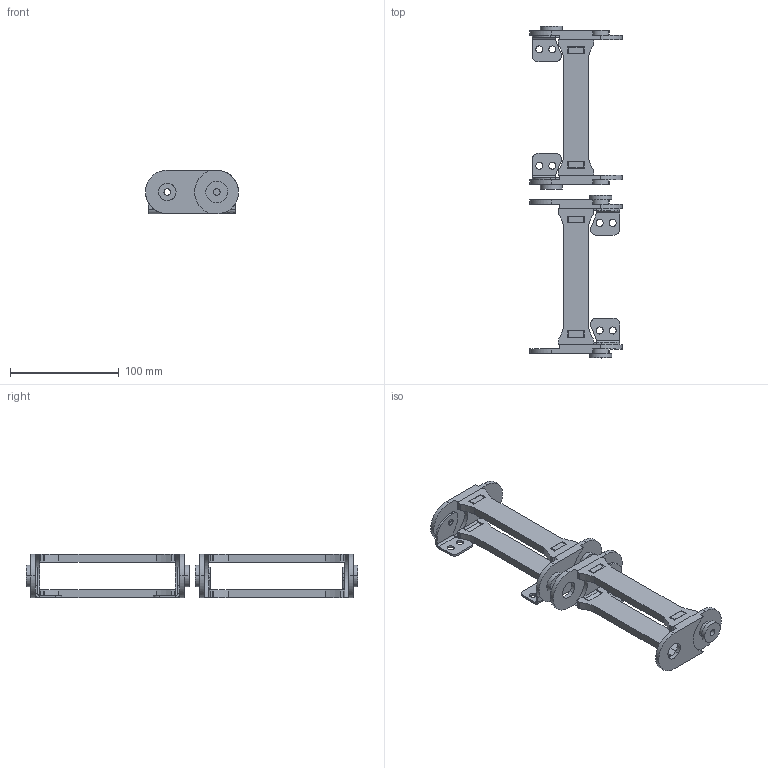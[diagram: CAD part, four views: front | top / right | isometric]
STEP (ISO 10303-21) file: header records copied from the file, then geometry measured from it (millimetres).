
FILE_DESCRIPTION(/* description */ (''),/* implementation_level */ '2;1');
FILE_NAME(/* name */ 'PONTEI~4',/* time_stamp */ '2023-07-12T15:51:21-03:00',/* author */ (''),/* organization */ (''),/* preprocessor_version */ 'ST-DEVELOPER v15',/* originating_system */ '',/* authorisation */ '');
FILE_SCHEMA (('AUTOMOTIVE_DESIGN'));
Length unit declared in the file: millimetre
Products named in the file (1): Document
Bounding box: 85.5 x 305.39 x 40 mm (x, y, z)
Volume: 154869.3 mm3; surface area: 78051.2 mm2
Topology: 4 solids, 4 shells, 458 faces, 1238 edges, 800 vertices
Faces by surface type: plane 292, bspline 166
Entity records: 13475 total; most frequent: CARTESIAN_POINT 5882, ORIENTED_EDGE 2476, EDGE_CURVE 1238, VERTEX_POINT 800, B_SPLINE_CURVE_WITH_KNOTS 642, EDGE_LOOP 518, ADVANCED_FACE 458, FACE_OUTER_BOUND 458
